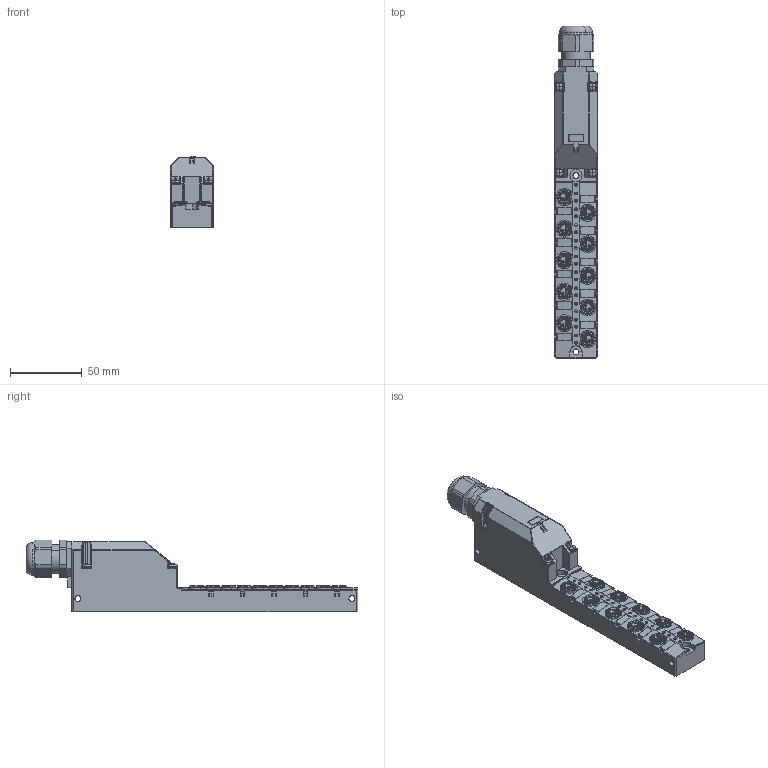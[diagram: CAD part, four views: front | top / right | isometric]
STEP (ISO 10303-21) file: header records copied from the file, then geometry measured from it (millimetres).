
FILE_DESCRIPTION(('CATIA V5 STEP Exchange','CAx-IF Rec.Pracs.--- Model Styling and Organization---1.4--- 2014-01-23'),'2;1');
FILE_NAME ('1352858-2_0_2818960000_2818960000.stp','2022-04-22T10:01:32+00:00',('none'),('Weidmueller'),'CATIA Version 5-6 Release 2016 SP3 HF44','CATIA V5 STEP AP214','none');
FILE_SCHEMA(('AUTOMOTIVE_DESIGN { 1 0 10303 214 1 1 1 1 }'));
Products named in the file (1): 2818960000
Bounding box: 30 x 231.4 x 50.09 mm (x, y, z)
Volume: 171504.6 mm3; surface area: 46838 mm2
Topology: 54 solids, 69 shells, 2072 faces, 4859 edges, 3098 vertices
Faces by surface type: plane 792, cylinder 738, cone 294, torus 106, sphere 90, bspline 52
Entity records: 65392 total; most frequent: CARTESIAN_POINT 21152, ORIENTED_EDGE 9658, DIRECTION 7424, EDGE_CURVE 4829, AXIS2_PLACEMENT_3D 3309, VERTEX_POINT 3098, VECTOR 2307, LINE 2307
